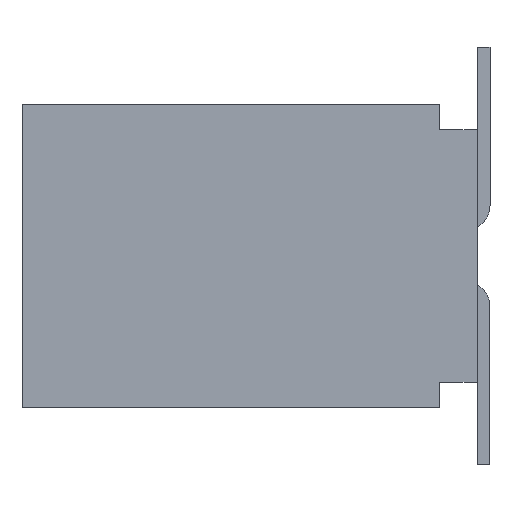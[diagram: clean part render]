
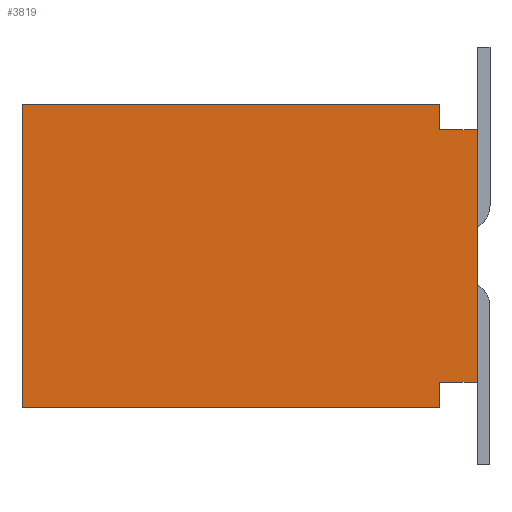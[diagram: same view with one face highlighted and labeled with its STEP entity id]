
A CAD part, left-side view. The second image highlights one B-rep face of the part: STEP entity #3819.
In plain terms, the highlighted planar face has unit normal (-1, 0, 0).
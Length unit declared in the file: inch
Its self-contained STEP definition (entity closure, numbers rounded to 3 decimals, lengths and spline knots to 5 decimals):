
#595=ORIENTED_EDGE('',*,*,#1415,.F.);
#596=ORIENTED_EDGE('',*,*,#1416,.T.);
#597=ORIENTED_EDGE('',*,*,#1417,.F.);
#598=ORIENTED_EDGE('',*,*,#1418,.T.);
#599=ORIENTED_EDGE('',*,*,#1419,.F.);
#600=ORIENTED_EDGE('',*,*,#1420,.F.);
#601=ORIENTED_EDGE('',*,*,#1421,.T.);
#602=ORIENTED_EDGE('',*,*,#1422,.T.);
#1415=EDGE_CURVE('',#1867,#1868,#2255,.T.);
#1416=EDGE_CURVE('',#1867,#1869,#2256,.T.);
#1417=EDGE_CURVE('',#1870,#1869,#2257,.T.);
#1418=EDGE_CURVE('',#1870,#1871,#2258,.T.);
#1419=EDGE_CURVE('',#1872,#1871,#2259,.T.);
#1420=EDGE_CURVE('',#1873,#1872,#2260,.T.);
#1421=EDGE_CURVE('',#1873,#1874,#2261,.T.);
#1422=EDGE_CURVE('',#1874,#1868,#2262,.T.);
#1867=VERTEX_POINT('',#5773);
#1868=VERTEX_POINT('',#5774);
#1869=VERTEX_POINT('',#5776);
#1870=VERTEX_POINT('',#5778);
#1871=VERTEX_POINT('',#5780);
#1872=VERTEX_POINT('',#5782);
#1873=VERTEX_POINT('',#5784);
#1874=VERTEX_POINT('',#5786);
#2255=LINE('',#5772,#2751);
#2256=LINE('',#5775,#2752);
#2257=LINE('',#5777,#2753);
#2258=LINE('',#5779,#2754);
#2259=LINE('',#5781,#2755);
#2260=LINE('',#5783,#2756);
#2261=LINE('',#5785,#2757);
#2262=LINE('',#5787,#2758);
#2751=VECTOR('',#4721,39.37008);
#2752=VECTOR('',#4722,39.37008);
#2753=VECTOR('',#4723,39.37008);
#2754=VECTOR('',#4724,39.37008);
#2755=VECTOR('',#4725,39.37008);
#2756=VECTOR('',#4726,39.37008);
#2757=VECTOR('',#4727,39.37008);
#2758=VECTOR('',#4728,39.37008);
#3141=EDGE_LOOP('',(#595,#596,#597,#598,#599,#600,#601,#602));
#3385=FACE_BOUND('',#3141,.T.);
#3599=PLANE('',#4106);
#3819=ADVANCED_FACE('',(#3385),#3599,.F.);
#4106=AXIS2_PLACEMENT_3D('',#5771,#4719,#4720);
#4719=DIRECTION('',(1.,0.,0.));
#4720=DIRECTION('',(0.,0.,-1.));
#4721=DIRECTION('',(0.,1.,0.));
#4722=DIRECTION('',(0.,0.,1.));
#4723=DIRECTION('',(0.,-1.,0.));
#4724=DIRECTION('',(0.,0.,1.));
#4725=DIRECTION('',(0.,-1.,0.));
#4726=DIRECTION('',(0.,0.,1.));
#4727=DIRECTION('',(0.,-1.,0.));
#4728=DIRECTION('',(0.,0.,1.));
#5771=CARTESIAN_POINT('',(-0.1325,0.18,-0.06));
#5772=CARTESIAN_POINT('',(-0.1325,0.18,-0.05));
#5773=CARTESIAN_POINT('',(-0.1325,0.,-0.05));
#5774=CARTESIAN_POINT('',(-0.1325,0.015,-0.05));
#5775=CARTESIAN_POINT('',(-0.1325,0.,-0.06));
#5776=CARTESIAN_POINT('',(-0.1325,0.,0.05));
#5777=CARTESIAN_POINT('',(-0.1325,0.18,0.05));
#5778=CARTESIAN_POINT('',(-0.1325,0.015,0.05));
#5779=CARTESIAN_POINT('',(-0.1325,0.015,-0.06));
#5780=CARTESIAN_POINT('',(-0.1325,0.015,0.06));
#5781=CARTESIAN_POINT('',(-0.1325,0.18,0.06));
#5782=CARTESIAN_POINT('',(-0.1325,0.18,0.06));
#5783=CARTESIAN_POINT('',(-0.1325,0.18,-0.06));
#5784=CARTESIAN_POINT('',(-0.1325,0.18,-0.06));
#5785=CARTESIAN_POINT('',(-0.1325,0.18,-0.06));
#5786=CARTESIAN_POINT('',(-0.1325,0.015,-0.06));
#5787=CARTESIAN_POINT('',(-0.1325,0.015,-0.06));
